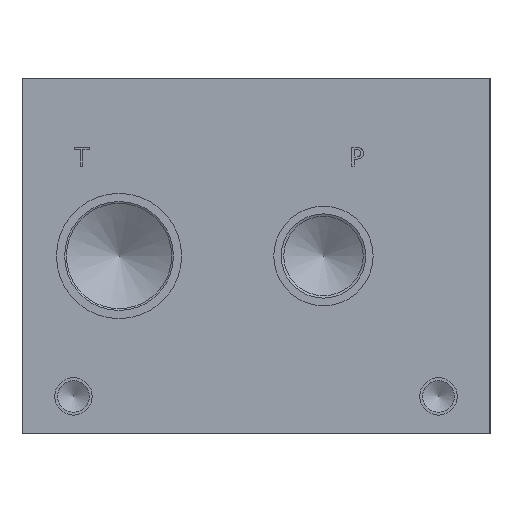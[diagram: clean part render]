
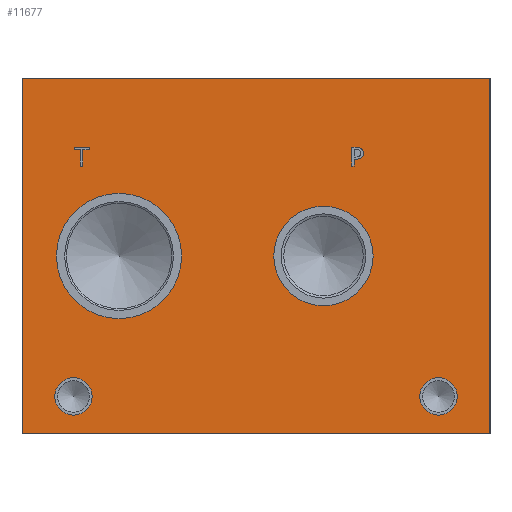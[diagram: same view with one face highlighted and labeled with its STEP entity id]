
A CAD part, left-side view. The second image highlights one B-rep face of the part: STEP entity #11677.
In plain terms, the highlighted planar face has unit normal (-1, 0, 0).
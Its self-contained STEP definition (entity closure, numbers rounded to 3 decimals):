
#136=CIRCLE('',#12314,6.35);
#137=CIRCLE('',#12315,6.35);
#138=CIRCLE('',#12316,6.35);
#139=CIRCLE('',#12317,6.35);
#140=CIRCLE('',#12318,16.853);
#141=CIRCLE('',#12319,16.853);
#142=CIRCLE('',#12320,21.234);
#143=CIRCLE('',#12321,21.234);
#386=FACE_BOUND('',#1655,.T.);
#387=FACE_BOUND('',#1656,.T.);
#388=FACE_BOUND('',#1657,.T.);
#389=FACE_BOUND('',#1658,.T.);
#390=FACE_BOUND('',#1659,.T.);
#391=FACE_BOUND('',#1660,.T.);
#516=B_SPLINE_CURVE_WITH_KNOTS('',2,(#15988,#15989,#15990,#15991),
 .UNSPECIFIED.,.F.,.F.,(3,1,3),(0.,1.,2.),.UNSPECIFIED.);
#518=B_SPLINE_CURVE_WITH_KNOTS('',2,(#16009,#16010,#16011,#16012),
 .UNSPECIFIED.,.F.,.F.,(3,1,3),(0.,1.,2.),.UNSPECIFIED.);
#520=B_SPLINE_CURVE_WITH_KNOTS('',2,(#16058,#16059,#16060,#16061),
 .UNSPECIFIED.,.F.,.F.,(3,1,3),(0.,1.,2.),.UNSPECIFIED.);
#522=B_SPLINE_CURVE_WITH_KNOTS('',2,(#16076,#16077,#16078,#16079),
 .UNSPECIFIED.,.F.,.F.,(3,1,3),(0.,1.,2.),.UNSPECIFIED.);
#1016=FACE_OUTER_BOUND('',#1654,.T.);
#1654=EDGE_LOOP('',(#7700,#7701,#7702,#7703));
#1655=EDGE_LOOP('',(#7704,#7705,#7706,#7707,#7708,#7709,#7710,#7711));
#1656=EDGE_LOOP('',(#7712,#7713));
#1657=EDGE_LOOP('',(#7714,#7715));
#1658=EDGE_LOOP('',(#7716,#7717));
#1659=EDGE_LOOP('',(#7718,#7719));
#1660=EDGE_LOOP('',(#7720,#7721,#7722,#7723,#7724,#7725,#7726,#7727,#7728));
#2397=LINE('',#15838,#3517);
#2401=LINE('',#15846,#3521);
#2404=LINE('',#15852,#3524);
#2407=LINE('',#15858,#3527);
#2410=LINE('',#15864,#3530);
#2413=LINE('',#15870,#3533);
#2416=LINE('',#15876,#3536);
#2419=LINE('',#15881,#3539);
#2437=LINE('',#16021,#3557);
#2440=LINE('',#16027,#3560);
#2443=LINE('',#16033,#3563);
#2446=LINE('',#16039,#3566);
#2449=LINE('',#16045,#3569);
#2453=LINE('',#16088,#3573);
#2454=LINE('',#16090,#3574);
#2455=LINE('',#16092,#3575);
#2456=LINE('',#16093,#3576);
#3517=VECTOR('',#13109,10.);
#3521=VECTOR('',#13115,10.);
#3524=VECTOR('',#13120,10.);
#3527=VECTOR('',#13125,10.);
#3530=VECTOR('',#13130,10.);
#3533=VECTOR('',#13135,10.);
#3536=VECTOR('',#13140,10.);
#3539=VECTOR('',#13145,10.);
#3557=VECTOR('',#13173,10.);
#3560=VECTOR('',#13178,10.);
#3563=VECTOR('',#13183,10.);
#3566=VECTOR('',#13188,10.);
#3569=VECTOR('',#13193,10.);
#3573=VECTOR('',#13201,10.);
#3574=VECTOR('',#13202,10.);
#3575=VECTOR('',#13203,10.);
#3576=VECTOR('',#13204,10.);
#4637=VERTEX_POINT('',#15836);
#4638=VERTEX_POINT('',#15837);
#4641=VERTEX_POINT('',#15845);
#4643=VERTEX_POINT('',#15851);
#4645=VERTEX_POINT('',#15857);
#4647=VERTEX_POINT('',#15863);
#4649=VERTEX_POINT('',#15869);
#4651=VERTEX_POINT('',#15875);
#4667=VERTEX_POINT('',#15986);
#4668=VERTEX_POINT('',#15987);
#4671=VERTEX_POINT('',#16008);
#4673=VERTEX_POINT('',#16020);
#4675=VERTEX_POINT('',#16026);
#4677=VERTEX_POINT('',#16032);
#4679=VERTEX_POINT('',#16038);
#4681=VERTEX_POINT('',#16044);
#4683=VERTEX_POINT('',#16057);
#4685=VERTEX_POINT('',#16086);
#4686=VERTEX_POINT('',#16087);
#4687=VERTEX_POINT('',#16089);
#4688=VERTEX_POINT('',#16091);
#4689=VERTEX_POINT('',#16094);
#4690=VERTEX_POINT('',#16095);
#4691=VERTEX_POINT('',#16098);
#4692=VERTEX_POINT('',#16099);
#4693=VERTEX_POINT('',#16102);
#4694=VERTEX_POINT('',#16103);
#4695=VERTEX_POINT('',#16106);
#4696=VERTEX_POINT('',#16107);
#5831=EDGE_CURVE('',#4637,#4638,#2397,.T.);
#5835=EDGE_CURVE('',#4641,#4637,#2401,.T.);
#5838=EDGE_CURVE('',#4643,#4641,#2404,.T.);
#5841=EDGE_CURVE('',#4645,#4643,#2407,.T.);
#5844=EDGE_CURVE('',#4647,#4645,#2410,.T.);
#5847=EDGE_CURVE('',#4649,#4647,#2413,.T.);
#5850=EDGE_CURVE('',#4651,#4649,#2416,.T.);
#5853=EDGE_CURVE('',#4638,#4651,#2419,.T.);
#5876=EDGE_CURVE('',#4667,#4668,#516,.T.);
#5880=EDGE_CURVE('',#4671,#4667,#518,.T.);
#5883=EDGE_CURVE('',#4673,#4671,#2437,.T.);
#5886=EDGE_CURVE('',#4675,#4673,#2440,.T.);
#5889=EDGE_CURVE('',#4677,#4675,#2443,.T.);
#5892=EDGE_CURVE('',#4679,#4677,#2446,.T.);
#5895=EDGE_CURVE('',#4681,#4679,#2449,.T.);
#5898=EDGE_CURVE('',#4683,#4681,#520,.T.);
#5901=EDGE_CURVE('',#4668,#4683,#522,.T.);
#5903=EDGE_CURVE('',#4685,#4686,#2453,.T.);
#5904=EDGE_CURVE('',#4686,#4687,#2454,.T.);
#5905=EDGE_CURVE('',#4688,#4687,#2455,.T.);
#5906=EDGE_CURVE('',#4685,#4688,#2456,.T.);
#5907=EDGE_CURVE('',#4689,#4690,#136,.T.);
#5908=EDGE_CURVE('',#4690,#4689,#137,.T.);
#5909=EDGE_CURVE('',#4691,#4692,#138,.T.);
#5910=EDGE_CURVE('',#4692,#4691,#139,.T.);
#5911=EDGE_CURVE('',#4693,#4694,#140,.T.);
#5912=EDGE_CURVE('',#4694,#4693,#141,.T.);
#5913=EDGE_CURVE('',#4695,#4696,#142,.T.);
#5914=EDGE_CURVE('',#4696,#4695,#143,.T.);
#7700=ORIENTED_EDGE('',*,*,#5903,.T.);
#7701=ORIENTED_EDGE('',*,*,#5904,.T.);
#7702=ORIENTED_EDGE('',*,*,#5905,.F.);
#7703=ORIENTED_EDGE('',*,*,#5906,.F.);
#7704=ORIENTED_EDGE('',*,*,#5831,.T.);
#7705=ORIENTED_EDGE('',*,*,#5853,.T.);
#7706=ORIENTED_EDGE('',*,*,#5850,.T.);
#7707=ORIENTED_EDGE('',*,*,#5847,.T.);
#7708=ORIENTED_EDGE('',*,*,#5844,.T.);
#7709=ORIENTED_EDGE('',*,*,#5841,.T.);
#7710=ORIENTED_EDGE('',*,*,#5838,.T.);
#7711=ORIENTED_EDGE('',*,*,#5835,.T.);
#7712=ORIENTED_EDGE('',*,*,#5907,.T.);
#7713=ORIENTED_EDGE('',*,*,#5908,.T.);
#7714=ORIENTED_EDGE('',*,*,#5909,.T.);
#7715=ORIENTED_EDGE('',*,*,#5910,.T.);
#7716=ORIENTED_EDGE('',*,*,#5911,.T.);
#7717=ORIENTED_EDGE('',*,*,#5912,.T.);
#7718=ORIENTED_EDGE('',*,*,#5913,.T.);
#7719=ORIENTED_EDGE('',*,*,#5914,.T.);
#7720=ORIENTED_EDGE('',*,*,#5876,.T.);
#7721=ORIENTED_EDGE('',*,*,#5901,.T.);
#7722=ORIENTED_EDGE('',*,*,#5898,.T.);
#7723=ORIENTED_EDGE('',*,*,#5895,.T.);
#7724=ORIENTED_EDGE('',*,*,#5892,.T.);
#7725=ORIENTED_EDGE('',*,*,#5889,.T.);
#7726=ORIENTED_EDGE('',*,*,#5886,.T.);
#7727=ORIENTED_EDGE('',*,*,#5883,.T.);
#7728=ORIENTED_EDGE('',*,*,#5880,.T.);
#10836=PLANE('',#12313);
#11677=ADVANCED_FACE('',(#1016,#386,#387,#388,#389,#390,#391),#10836,.T.);
#12313=AXIS2_PLACEMENT_3D('',#16085,#13199,#13200);
#12314=AXIS2_PLACEMENT_3D('',#16096,#13205,#13206);
#12315=AXIS2_PLACEMENT_3D('',#16097,#13207,#13208);
#12316=AXIS2_PLACEMENT_3D('',#16100,#13209,#13210);
#12317=AXIS2_PLACEMENT_3D('',#16101,#13211,#13212);
#12318=AXIS2_PLACEMENT_3D('',#16104,#13213,#13214);
#12319=AXIS2_PLACEMENT_3D('',#16105,#13215,#13216);
#12320=AXIS2_PLACEMENT_3D('',#16108,#13217,#13218);
#12321=AXIS2_PLACEMENT_3D('',#16109,#13219,#13220);
#13109=DIRECTION('',(0.,1.,0.));
#13115=DIRECTION('',(0.,0.,-1.));
#13120=DIRECTION('',(0.,1.,0.));
#13125=DIRECTION('',(0.,0.,-1.));
#13130=DIRECTION('',(0.,-1.,0.));
#13135=DIRECTION('',(0.,0.,1.));
#13140=DIRECTION('',(0.,1.,0.));
#13145=DIRECTION('',(0.,0.,1.));
#13173=DIRECTION('',(0.,-1.,0.));
#13178=DIRECTION('',(0.,0.,1.));
#13183=DIRECTION('',(0.,1.,0.));
#13188=DIRECTION('',(0.,0.,-1.));
#13193=DIRECTION('',(0.,1.,0.));
#13199=DIRECTION('center_axis',(-1.,0.,0.));
#13200=DIRECTION('ref_axis',(0.,-1.,0.));
#13201=DIRECTION('',(0.,-1.,0.));
#13202=DIRECTION('',(0.,0.,1.));
#13203=DIRECTION('',(0.,-1.,0.));
#13204=DIRECTION('',(0.,0.,1.));
#13205=DIRECTION('center_axis',(1.,0.,0.));
#13206=DIRECTION('ref_axis',(0.,1.,0.));
#13207=DIRECTION('center_axis',(1.,0.,0.));
#13208=DIRECTION('ref_axis',(0.,1.,0.));
#13209=DIRECTION('center_axis',(1.,0.,0.));
#13210=DIRECTION('ref_axis',(0.,1.,0.));
#13211=DIRECTION('center_axis',(1.,0.,0.));
#13212=DIRECTION('ref_axis',(0.,1.,0.));
#13213=DIRECTION('center_axis',(1.,0.,0.));
#13214=DIRECTION('ref_axis',(0.,1.,0.));
#13215=DIRECTION('center_axis',(1.,0.,0.));
#13216=DIRECTION('ref_axis',(0.,1.,0.));
#13217=DIRECTION('center_axis',(1.,0.,0.));
#13218=DIRECTION('ref_axis',(0.,1.,0.));
#13219=DIRECTION('center_axis',(1.,0.,0.));
#13220=DIRECTION('ref_axis',(0.,1.,0.));
#15836=CARTESIAN_POINT('',(0.,138.102,90.805));
#15837=CARTESIAN_POINT('',(0.,138.946,90.805));
#15838=CARTESIAN_POINT('',(0.,148.426,90.805));
#15845=CARTESIAN_POINT('',(0.,138.102,96.404));
#15846=CARTESIAN_POINT('',(0.,138.102,48.202));
#15851=CARTESIAN_POINT('',(0.,135.972,96.404));
#15852=CARTESIAN_POINT('',(0.,147.361,96.404));
#15857=CARTESIAN_POINT('',(0.,135.972,97.155));
#15858=CARTESIAN_POINT('',(0.,135.972,48.577));
#15863=CARTESIAN_POINT('',(0.,141.077,97.155));
#15864=CARTESIAN_POINT('',(0.,149.913,97.155));
#15869=CARTESIAN_POINT('',(0.,141.077,96.404));
#15870=CARTESIAN_POINT('',(0.,141.077,48.202));
#15875=CARTESIAN_POINT('',(0.,138.946,96.404));
#15876=CARTESIAN_POINT('',(0.,148.848,96.404));
#15881=CARTESIAN_POINT('',(0.,138.946,45.403));
#15986=CARTESIAN_POINT('',(0.,43.699,96.759));
#15987=CARTESIAN_POINT('',(0.,42.943,95.241));
#15988=CARTESIAN_POINT('Ctrl Pts',(0.,43.699,96.759));
#15989=CARTESIAN_POINT('Ctrl Pts',(0.,43.344,96.517));
#15990=CARTESIAN_POINT('Ctrl Pts',(0.,42.943,95.771));
#15991=CARTESIAN_POINT('Ctrl Pts',(0.,42.943,95.241));
#16008=CARTESIAN_POINT('',(0.,45.361,97.155));
#16009=CARTESIAN_POINT('Ctrl Pts',(0.,45.361,97.155));
#16010=CARTESIAN_POINT('Ctrl Pts',(0.,44.795,97.155));
#16011=CARTESIAN_POINT('Ctrl Pts',(0.,44.003,96.97));
#16012=CARTESIAN_POINT('Ctrl Pts',(0.,43.699,96.759));
#16020=CARTESIAN_POINT('',(0.,46.956,97.155));
#16021=CARTESIAN_POINT('',(0.,102.853,97.155));
#16026=CARTESIAN_POINT('',(0.,46.956,90.805));
#16027=CARTESIAN_POINT('',(0.,46.956,45.402));
#16032=CARTESIAN_POINT('',(0.,46.112,90.805));
#16033=CARTESIAN_POINT('',(0.,102.431,90.805));
#16038=CARTESIAN_POINT('',(0.,46.112,93.172));
#16039=CARTESIAN_POINT('',(0.,46.112,46.586));
#16044=CARTESIAN_POINT('',(0.,45.397,93.172));
#16045=CARTESIAN_POINT('',(0.,102.074,93.172));
#16057=CARTESIAN_POINT('',(0.,43.498,93.831));
#16058=CARTESIAN_POINT('Ctrl Pts',(0.,43.498,93.831));
#16059=CARTESIAN_POINT('Ctrl Pts',(0.,43.828,93.507));
#16060=CARTESIAN_POINT('Ctrl Pts',(0.,44.718,93.172));
#16061=CARTESIAN_POINT('Ctrl Pts',(0.,45.397,93.172));
#16076=CARTESIAN_POINT('Ctrl Pts',(0.,42.943,95.241));
#16077=CARTESIAN_POINT('Ctrl Pts',(0.,42.943,94.829));
#16078=CARTESIAN_POINT('Ctrl Pts',(0.,43.236,94.088));
#16079=CARTESIAN_POINT('Ctrl Pts',(0.,43.498,93.831));
#16085=CARTESIAN_POINT('Origin',(0.,158.75,0.));
#16086=CARTESIAN_POINT('',(0.,158.75,0.));
#16087=CARTESIAN_POINT('',(0.,0.,0.));
#16088=CARTESIAN_POINT('',(0.,158.75,0.));
#16089=CARTESIAN_POINT('',(0.,0.,120.65));
#16090=CARTESIAN_POINT('',(0.,0.,0.));
#16091=CARTESIAN_POINT('',(0.,158.75,120.65));
#16092=CARTESIAN_POINT('',(0.,158.75,120.65));
#16093=CARTESIAN_POINT('',(0.,158.75,0.));
#16094=CARTESIAN_POINT('',(0.,23.825,12.7));
#16095=CARTESIAN_POINT('',(0.,11.125,12.7));
#16096=CARTESIAN_POINT('Origin',(0.,17.475,12.7));
#16097=CARTESIAN_POINT('Origin',(0.,17.475,12.7));
#16098=CARTESIAN_POINT('',(0.,147.65,12.7));
#16099=CARTESIAN_POINT('',(0.,134.95,12.7));
#16100=CARTESIAN_POINT('Origin',(0.,141.3,12.7));
#16101=CARTESIAN_POINT('Origin',(0.,141.3,12.7));
#16102=CARTESIAN_POINT('',(0.,73.343,60.325));
#16103=CARTESIAN_POINT('',(0.,39.637,60.325));
#16104=CARTESIAN_POINT('Origin',(0.,56.49,60.325));
#16105=CARTESIAN_POINT('Origin',(0.,56.49,60.325));
#16106=CARTESIAN_POINT('',(0.,147.066,60.325));
#16107=CARTESIAN_POINT('',(0.,104.597,60.325));
#16108=CARTESIAN_POINT('Origin',(0.,125.832,60.325));
#16109=CARTESIAN_POINT('Origin',(0.,125.832,60.325));
